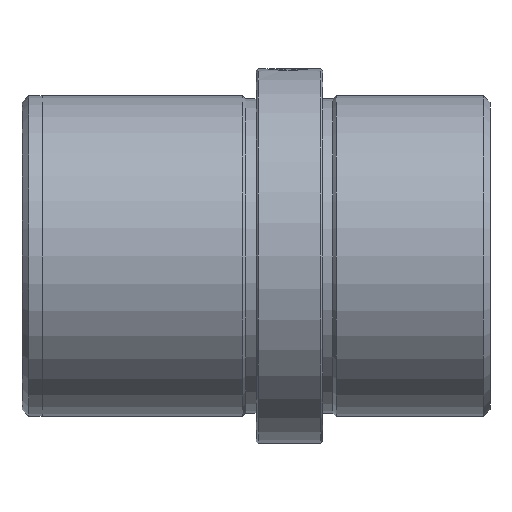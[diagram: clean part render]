
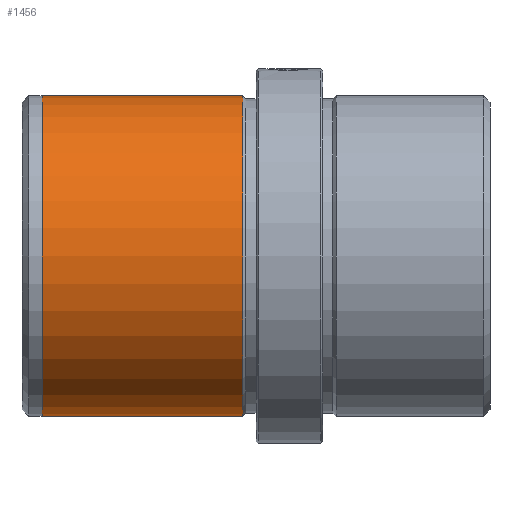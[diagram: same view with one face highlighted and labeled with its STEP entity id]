
A CAD part, left-side view. The second image highlights one B-rep face of the part: STEP entity #1456.
In plain terms, the highlighted cylindrical face has radius 24 mm (diameter 48 mm), a partial arc.
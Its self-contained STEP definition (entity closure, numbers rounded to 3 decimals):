
#195 = AXIS2_PLACEMENT_3D ( 'NONE', #1943, #1953, #1459 ) ;
#197 = CARTESIAN_POINT ( 'NONE',  ( 0., 67., -24. ) ) ;
#207 = DIRECTION ( 'NONE',  ( 0., -1., 0. ) ) ;
#224 = DIRECTION ( 'NONE',  ( 0., -1., 0. ) ) ;
#229 = FACE_OUTER_BOUND ( 'NONE', #1578, .T. ) ;
#332 = VERTEX_POINT ( 'NONE', #2051 ) ;
#400 = DIRECTION ( 'NONE',  ( 0., -1., 0. ) ) ;
#529 = ORIENTED_EDGE ( 'NONE', *, *, #541, .T. ) ;
#535 = CARTESIAN_POINT ( 'NONE',  ( 0., 67., 24. ) ) ;
#541 = EDGE_CURVE ( 'NONE', #1646, #2113, #1272, .T. ) ;
#604 = CYLINDRICAL_SURFACE ( 'NONE', #195, 24. ) ;
#609 = CARTESIAN_POINT ( 'NONE',  ( 0., 37., 24. ) ) ;
#681 = LINE ( 'NONE', #1536, #1503 ) ;
#683 = ORIENTED_EDGE ( 'NONE', *, *, #689, .F. ) ;
#689 = EDGE_CURVE ( 'NONE', #1646, #1935, #681, .T. ) ;
#776 = LINE ( 'NONE', #1358, #2000 ) ;
#822 = DIRECTION ( 'NONE',  ( 0., -1., 0. ) ) ;
#1172 = CARTESIAN_POINT ( 'NONE',  ( 0., 67., 0. ) ) ;
#1272 = CIRCLE ( 'NONE', #1413, 24. ) ;
#1302 = ORIENTED_EDGE ( 'NONE', *, *, #1676, .T. ) ;
#1339 = DIRECTION ( 'NONE',  ( 0., 0., -1. ) ) ;
#1358 = CARTESIAN_POINT ( 'NONE',  ( 0., 0., -24. ) ) ;
#1413 = AXIS2_PLACEMENT_3D ( 'NONE', #1172, #207, #1339 ) ;
#1456 = ADVANCED_FACE ( 'NONE', ( #229 ), #604, .T. ) ;
#1459 = DIRECTION ( 'NONE',  ( 0., 0., -1. ) ) ;
#1503 = VECTOR ( 'NONE', #400, 1000. ) ;
#1524 = EDGE_CURVE ( 'NONE', #1935, #332, #1815, .T. ) ;
#1526 = ORIENTED_EDGE ( 'NONE', *, *, #1524, .F. ) ;
#1536 = CARTESIAN_POINT ( 'NONE',  ( 0., 0., 24. ) ) ;
#1578 = EDGE_LOOP ( 'NONE', ( #683, #529, #1302, #1526 ) ) ;
#1646 = VERTEX_POINT ( 'NONE', #535 ) ;
#1676 = EDGE_CURVE ( 'NONE', #2113, #332, #776, .T. ) ;
#1815 = CIRCLE ( 'NONE', #2094, 24. ) ;
#1823 = CARTESIAN_POINT ( 'NONE',  ( 0., 37., 0. ) ) ;
#1935 = VERTEX_POINT ( 'NONE', #609 ) ;
#1943 = CARTESIAN_POINT ( 'NONE',  ( 0., 0., 0. ) ) ;
#1953 = DIRECTION ( 'NONE',  ( 0., -1., 0. ) ) ;
#1989 = DIRECTION ( 'NONE',  ( 0., 0., -1. ) ) ;
#2000 = VECTOR ( 'NONE', #224, 1000. ) ;
#2051 = CARTESIAN_POINT ( 'NONE',  ( 0., 37., -24. ) ) ;
#2094 = AXIS2_PLACEMENT_3D ( 'NONE', #1823, #822, #1989 ) ;
#2113 = VERTEX_POINT ( 'NONE', #197 ) ;
